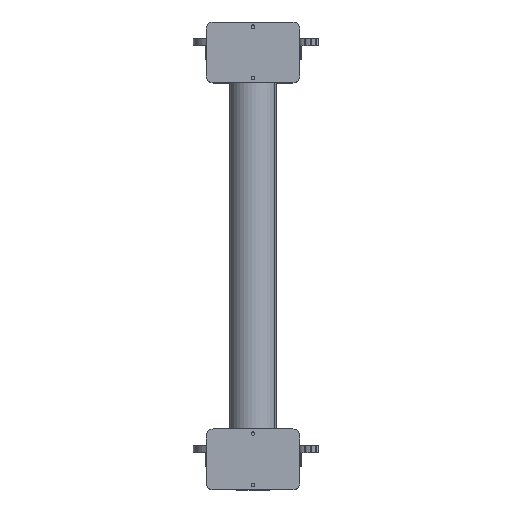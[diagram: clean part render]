
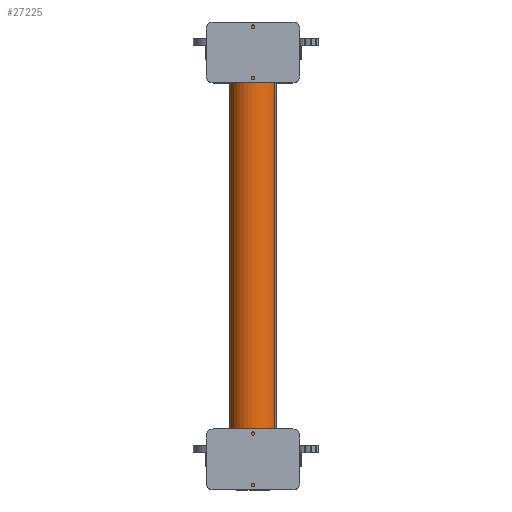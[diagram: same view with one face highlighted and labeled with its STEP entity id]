
A CAD part, top view. The second image highlights one B-rep face of the part: STEP entity #27225.
In plain terms, the highlighted cylindrical face has radius 10 mm (diameter 20 mm), a partial arc.
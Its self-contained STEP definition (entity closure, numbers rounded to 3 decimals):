
#386 = VERTEX_POINT ( 'NONE', #4257 ) ;
#426 = ORIENTED_EDGE ( 'NONE', *, *, #8390, .T. ) ;
#916 = AXIS2_PLACEMENT_3D ( 'NONE', #6461, #28367, #8485 ) ;
#1727 = CARTESIAN_POINT ( 'NONE',  ( 0., 0., 200. ) ) ;
#2228 = CARTESIAN_POINT ( 'NONE',  ( -10., 0., 200. ) ) ;
#2369 = DIRECTION ( 'NONE',  ( 0., 0., -1. ) ) ;
#2874 = DIRECTION ( 'NONE',  ( 0., 0., -1. ) ) ;
#3666 = EDGE_CURVE ( 'NONE', #20962, #386, #24877, .T. ) ;
#4103 = EDGE_CURVE ( 'NONE', #7965, #386, #21261, .T. ) ;
#4257 = CARTESIAN_POINT ( 'NONE',  ( 10., 0., 0. ) ) ;
#4691 = EDGE_LOOP ( 'NONE', ( #12000, #21879, #426, #17462 ) ) ;
#6461 = CARTESIAN_POINT ( 'NONE',  ( 0., 0., 0. ) ) ;
#6584 = CYLINDRICAL_SURFACE ( 'NONE', #8712, 10. ) ;
#7965 = VERTEX_POINT ( 'NONE', #10982 ) ;
#8270 = VERTEX_POINT ( 'NONE', #2228 ) ;
#8390 = EDGE_CURVE ( 'NONE', #8270, #7965, #22232, .T. ) ;
#8404 = DIRECTION ( 'NONE',  ( 0., 0., 1. ) ) ;
#8485 = DIRECTION ( 'NONE',  ( 1., 0., 0. ) ) ;
#8703 = VECTOR ( 'NONE', #2874, 1000. ) ;
#8712 = AXIS2_PLACEMENT_3D ( 'NONE', #1727, #24304, #19411 ) ;
#10899 = VECTOR ( 'NONE', #2369, 1000. ) ;
#10982 = CARTESIAN_POINT ( 'NONE',  ( -10., 0., 0. ) ) ;
#12000 = ORIENTED_EDGE ( 'NONE', *, *, #3666, .F. ) ;
#15835 = CARTESIAN_POINT ( 'NONE',  ( 10., 0., 200. ) ) ;
#17462 = ORIENTED_EDGE ( 'NONE', *, *, #4103, .T. ) ;
#19318 = CIRCLE ( 'NONE', #22992, 10. ) ;
#19411 = DIRECTION ( 'NONE',  ( -1., 0., 0. ) ) ;
#20040 = CARTESIAN_POINT ( 'NONE',  ( 0., 0., 200. ) ) ;
#20962 = VERTEX_POINT ( 'NONE', #15835 ) ;
#21261 = CIRCLE ( 'NONE', #916, 10. ) ;
#21879 = ORIENTED_EDGE ( 'NONE', *, *, #26680, .F. ) ;
#22232 = LINE ( 'NONE', #26696, #10899 ) ;
#22992 = AXIS2_PLACEMENT_3D ( 'NONE', #20040, #8404, #24219 ) ;
#24219 = DIRECTION ( 'NONE',  ( 1., 0., 0. ) ) ;
#24304 = DIRECTION ( 'NONE',  ( 0., 0., -1. ) ) ;
#24877 = LINE ( 'NONE', #27049, #8703 ) ;
#26473 = FACE_OUTER_BOUND ( 'NONE', #4691, .T. ) ;
#26680 = EDGE_CURVE ( 'NONE', #8270, #20962, #19318, .T. ) ;
#26696 = CARTESIAN_POINT ( 'NONE',  ( -10., 0., 200. ) ) ;
#27049 = CARTESIAN_POINT ( 'NONE',  ( 10., 0., 200. ) ) ;
#27225 = ADVANCED_FACE ( 'NONE', ( #26473 ), #6584, .T. ) ;
#28367 = DIRECTION ( 'NONE',  ( 0., 0., 1. ) ) ;
